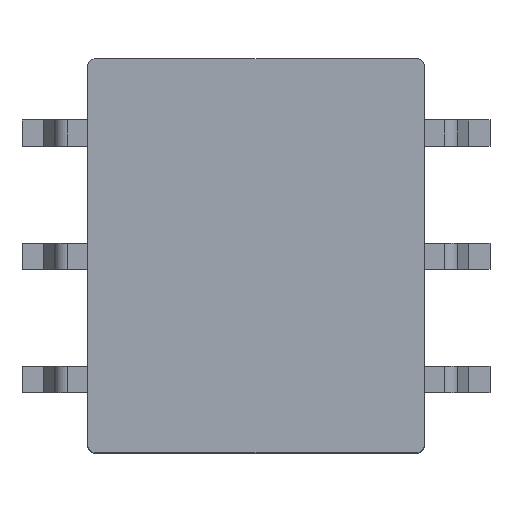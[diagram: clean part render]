
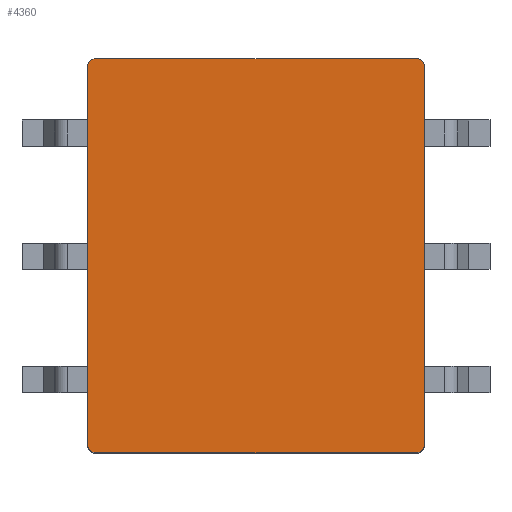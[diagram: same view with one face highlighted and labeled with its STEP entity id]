
A CAD part, top view. The second image highlights one B-rep face of the part: STEP entity #4360.
In plain terms, the highlighted face is planar.
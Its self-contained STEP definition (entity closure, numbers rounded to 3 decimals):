
#78=CIRCLE('',#4417,0.25);
#79=CIRCLE('',#4421,0.25);
#83=CIRCLE('',#4430,0.25);
#84=CIRCLE('',#4432,0.25);
#903=ORIENTED_EDGE('',*,*,#1587,.F.);
#904=ORIENTED_EDGE('',*,*,#1233,.T.);
#905=ORIENTED_EDGE('',*,*,#1588,.F.);
#906=ORIENTED_EDGE('',*,*,#1229,.T.);
#907=ORIENTED_EDGE('',*,*,#1589,.T.);
#908=ORIENTED_EDGE('',*,*,#1207,.T.);
#909=ORIENTED_EDGE('',*,*,#1590,.T.);
#910=ORIENTED_EDGE('',*,*,#1195,.T.);
#1195=EDGE_CURVE('',#1654,#1655,#78,.T.);
#1207=EDGE_CURVE('',#1666,#1667,#79,.T.);
#1229=EDGE_CURVE('',#1689,#1688,#83,.T.);
#1233=EDGE_CURVE('',#1693,#1692,#84,.T.);
#1587=EDGE_CURVE('',#1693,#1655,#2210,.T.);
#1588=EDGE_CURVE('',#1689,#1692,#2211,.T.);
#1589=EDGE_CURVE('',#1688,#1666,#2212,.T.);
#1590=EDGE_CURVE('',#1667,#1654,#2213,.T.);
#1654=VERTEX_POINT('',#5652);
#1655=VERTEX_POINT('',#5653);
#1666=VERTEX_POINT('',#5694);
#1667=VERTEX_POINT('',#5695);
#1688=VERTEX_POINT('',#5763);
#1689=VERTEX_POINT('',#5765);
#1692=VERTEX_POINT('',#5775);
#1693=VERTEX_POINT('',#5777);
#2210=LINE('',#6539,#2523);
#2211=LINE('',#6540,#2524);
#2212=LINE('',#6541,#2525);
#2213=LINE('',#6542,#2526);
#2523=VECTOR('',#5461,1000.);
#2524=VECTOR('',#5462,1000.);
#2525=VECTOR('',#5463,1000.);
#2526=VECTOR('',#5464,1000.);
#2699=EDGE_LOOP('',(#903,#904,#905,#906,#907,#908,#909,#910));
#2888=FACE_BOUND('',#2699,.T.);
#2998=PLANE('',#4648);
#4360=ADVANCED_FACE('',(#2888),#2998,.T.);
#4417=AXIS2_PLACEMENT_3D('',#5651,#4733,#4734);
#4421=AXIS2_PLACEMENT_3D('',#5693,#4747,#4748);
#4430=AXIS2_PLACEMENT_3D('',#5764,#4776,#4777);
#4432=AXIS2_PLACEMENT_3D('',#5776,#4782,#4783);
#4648=AXIS2_PLACEMENT_3D('',#6538,#5459,#5460);
#4733=DIRECTION('',(0.,1.,0.));
#4734=DIRECTION('',(0.,0.,-1.));
#4747=DIRECTION('',(0.,1.,0.));
#4748=DIRECTION('',(0.,0.,-1.));
#4776=DIRECTION('',(0.,1.,0.));
#4777=DIRECTION('',(0.,0.,-1.));
#4782=DIRECTION('',(0.,1.,0.));
#4783=DIRECTION('',(0.,0.,-1.));
#5459=DIRECTION('',(0.,1.,0.));
#5460=DIRECTION('',(0.,0.,-1.));
#5461=DIRECTION('',(1.,0.,0.));
#5462=DIRECTION('',(0.,0.,-1.));
#5463=DIRECTION('',(1.,0.,0.));
#5464=DIRECTION('',(0.,0.,-1.));
#5651=CARTESIAN_POINT('',(9.063,10.519,2.776));
#5652=CARTESIAN_POINT('',(9.313,10.519,2.776));
#5653=CARTESIAN_POINT('',(9.063,10.519,2.526));
#5693=CARTESIAN_POINT('',(9.063,10.519,14.466));
#5694=CARTESIAN_POINT('',(9.063,10.519,14.716));
#5695=CARTESIAN_POINT('',(9.313,10.519,14.466));
#5763=CARTESIAN_POINT('',(-0.847,10.519,14.716));
#5764=CARTESIAN_POINT('',(-0.847,10.519,14.466));
#5765=CARTESIAN_POINT('',(-1.097,10.519,14.466));
#5775=CARTESIAN_POINT('',(-1.097,10.519,2.776));
#5776=CARTESIAN_POINT('',(-0.847,10.519,2.776));
#5777=CARTESIAN_POINT('',(-0.847,10.519,2.526));
#6538=CARTESIAN_POINT('',(9.313,10.519,14.716));
#6539=CARTESIAN_POINT('',(9.313,10.519,2.526));
#6540=CARTESIAN_POINT('',(-1.097,10.519,14.716));
#6541=CARTESIAN_POINT('',(9.313,10.519,14.716));
#6542=CARTESIAN_POINT('',(9.313,10.519,14.716));
